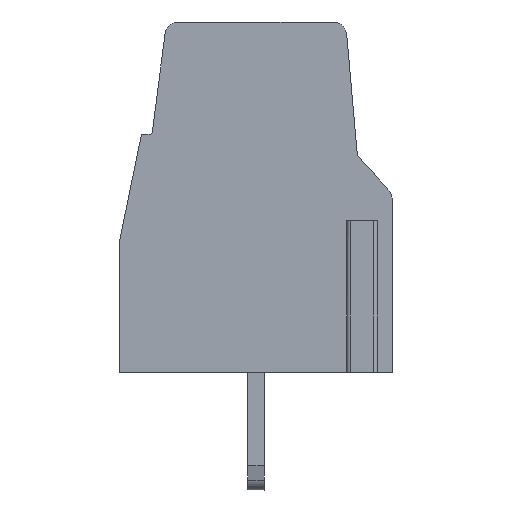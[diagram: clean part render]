
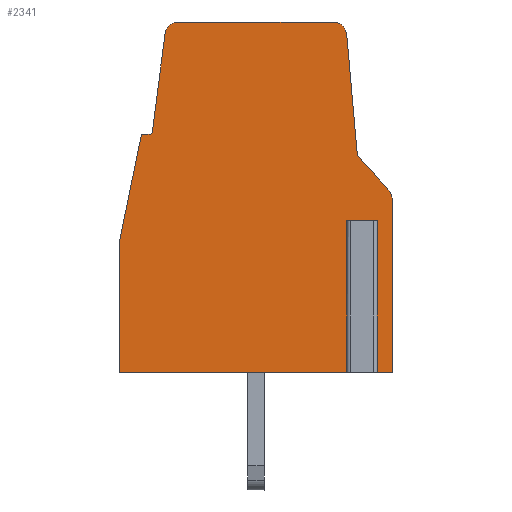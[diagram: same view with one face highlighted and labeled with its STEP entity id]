
A CAD part, left-side view. The second image highlights one B-rep face of the part: STEP entity #2341.
In plain terms, the highlighted planar face has unit normal (-1, 0, 0).
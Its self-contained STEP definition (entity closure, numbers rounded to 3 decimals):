
#1409=AXIS2_PLACEMENT_3D('Circle Axis2P3D',#1407,#1408,$) ;
#1461=AXIS2_PLACEMENT_3D('Circle Axis2P3D',#1459,#1460,$) ;
#1601=AXIS2_PLACEMENT_3D('Circle Axis2P3D',#1599,#1600,$) ;
#1694=AXIS2_PLACEMENT_3D('Circle Axis2P3D',#1692,#1693,$) ;
#2301=AXIS2_PLACEMENT_3D('Plane Axis2P3D',#2298,#2299,#2300) ;
#40=CARTESIAN_POINT('Vertex',(0.5,8.1,3.5)) ;
#126=CARTESIAN_POINT('Vertex',(0.5,0.,3.5)) ;
#129=CARTESIAN_POINT('Line Origine',(0.5,0.226,3.5)) ;
#133=CARTESIAN_POINT('Vertex',(0.5,0.452,3.5)) ;
#258=CARTESIAN_POINT('Vertex',(0.5,1.348,3.5)) ;
#261=CARTESIAN_POINT('Line Origine',(0.5,4.724,3.5)) ;
#308=CARTESIAN_POINT('Line Origine',(0.5,8.1,5.45)) ;
#312=CARTESIAN_POINT('Vertex',(0.5,8.1,7.4)) ;
#819=CARTESIAN_POINT('Vertex',(0.5,0.,8.598)) ;
#822=CARTESIAN_POINT('Line Origine',(0.5,0.,6.049)) ;
#1040=CARTESIAN_POINT('Line Origine',(0.5,7.776,8.98)) ;
#1044=CARTESIAN_POINT('Vertex',(0.5,7.451,10.56)) ;
#1366=CARTESIAN_POINT('Line Origine',(0.5,7.339,10.56)) ;
#1370=CARTESIAN_POINT('Vertex',(0.5,7.227,10.56)) ;
#1407=CARTESIAN_POINT('Axis2P3D Location',(0.5,7.227,10.66)) ;
#1411=CARTESIAN_POINT('Vertex',(0.5,7.128,10.647)) ;
#1434=CARTESIAN_POINT('Line Origine',(0.5,6.939,12.099)) ;
#1438=CARTESIAN_POINT('Vertex',(0.5,6.751,13.552)) ;
#1459=CARTESIAN_POINT('Axis2P3D Location',(0.5,6.354,13.5)) ;
#1463=CARTESIAN_POINT('Vertex',(0.5,6.354,13.9)) ;
#1500=CARTESIAN_POINT('Line Origine',(0.5,4.054,13.9)) ;
#1504=CARTESIAN_POINT('Vertex',(0.5,1.754,13.9)) ;
#1599=CARTESIAN_POINT('Axis2P3D Location',(0.5,1.754,13.5)) ;
#1603=CARTESIAN_POINT('Vertex',(0.5,1.356,13.535)) ;
#1640=CARTESIAN_POINT('Line Origine',(0.5,1.198,11.731)) ;
#1644=CARTESIAN_POINT('Vertex',(0.5,1.04,9.927)) ;
#1667=CARTESIAN_POINT('Line Origine',(0.5,0.586,9.433)) ;
#1671=CARTESIAN_POINT('Vertex',(0.5,0.132,8.938)) ;
#1692=CARTESIAN_POINT('Axis2P3D Location',(0.5,0.505,8.598)) ;
#2298=CARTESIAN_POINT('Axis2P3D Location',(0.5,0.,0.)) ;
#2303=CARTESIAN_POINT('Line Origine',(0.5,1.348,5.75)) ;
#2307=CARTESIAN_POINT('Vertex',(0.5,1.348,8.)) ;
#2310=CARTESIAN_POINT('Line Origine',(0.5,0.9,8.)) ;
#2314=CARTESIAN_POINT('Vertex',(0.5,0.452,8.)) ;
#2317=CARTESIAN_POINT('Line Origine',(0.5,0.452,5.75)) ;
#130=DIRECTION('Vector Direction',(0.,1.,0.)) ;
#262=DIRECTION('Vector Direction',(0.,1.,0.)) ;
#309=DIRECTION('Vector Direction',(0.,0.,1.)) ;
#823=DIRECTION('Vector Direction',(0.,0.,-1.)) ;
#1041=DIRECTION('Vector Direction',(0.,-0.201,0.98)) ;
#1367=DIRECTION('Vector Direction',(0.,-1.,0.)) ;
#1408=DIRECTION('Axis2P3D Direction',(-1.,-0.,0.)) ;
#1435=DIRECTION('Vector Direction',(0.,-0.129,0.992)) ;
#1460=DIRECTION('Axis2P3D Direction',(-1.,0.,0.)) ;
#1501=DIRECTION('Vector Direction',(0.,-1.,0.)) ;
#1600=DIRECTION('Axis2P3D Direction',(-1.,0.,0.)) ;
#1641=DIRECTION('Vector Direction',(0.,-0.087,-0.996)) ;
#1668=DIRECTION('Vector Direction',(0.,-0.677,-0.736)) ;
#1693=DIRECTION('Axis2P3D Direction',(-1.,0.,0.)) ;
#2299=DIRECTION('Axis2P3D Direction',(-1.,0.,0.)) ;
#2300=DIRECTION('Axis2P3D XDirection',(0.,0.,1.)) ;
#2304=DIRECTION('Vector Direction',(0.,0.,1.)) ;
#2311=DIRECTION('Vector Direction',(0.,-1.,0.)) ;
#2318=DIRECTION('Vector Direction',(0.,0.,1.)) ;
#131=VECTOR('Line Direction',#130,1.) ;
#263=VECTOR('Line Direction',#262,1.) ;
#310=VECTOR('Line Direction',#309,1.) ;
#824=VECTOR('Line Direction',#823,1.) ;
#1042=VECTOR('Line Direction',#1041,1.) ;
#1368=VECTOR('Line Direction',#1367,1.) ;
#1436=VECTOR('Line Direction',#1435,1.) ;
#1502=VECTOR('Line Direction',#1501,1.) ;
#1642=VECTOR('Line Direction',#1641,1.) ;
#1669=VECTOR('Line Direction',#1668,1.) ;
#2305=VECTOR('Line Direction',#2304,1.) ;
#2312=VECTOR('Line Direction',#2311,1.) ;
#2319=VECTOR('Line Direction',#2318,1.) ;
#2323=ORIENTED_EDGE('',*,*,#135,.T.) ;
#2324=ORIENTED_EDGE('',*,*,#826,.T.) ;
#2325=ORIENTED_EDGE('',*,*,#1696,.T.) ;
#2326=ORIENTED_EDGE('',*,*,#1673,.T.) ;
#2327=ORIENTED_EDGE('',*,*,#1646,.T.) ;
#2328=ORIENTED_EDGE('',*,*,#1605,.T.) ;
#2329=ORIENTED_EDGE('',*,*,#1506,.T.) ;
#2330=ORIENTED_EDGE('',*,*,#1465,.T.) ;
#2331=ORIENTED_EDGE('',*,*,#1440,.T.) ;
#2332=ORIENTED_EDGE('',*,*,#1413,.T.) ;
#2333=ORIENTED_EDGE('',*,*,#1372,.T.) ;
#2334=ORIENTED_EDGE('',*,*,#1046,.T.) ;
#2335=ORIENTED_EDGE('',*,*,#314,.T.) ;
#2336=ORIENTED_EDGE('',*,*,#265,.T.) ;
#2337=ORIENTED_EDGE('',*,*,#2309,.T.) ;
#2338=ORIENTED_EDGE('',*,*,#2316,.F.) ;
#2339=ORIENTED_EDGE('',*,*,#2321,.F.) ;
#2341=ADVANCED_FACE('HOUSING',(#2340),#2302,.T.) ;
#1410=CIRCLE('generated circle',#1409,0.1) ;
#1462=CIRCLE('generated circle',#1461,0.4) ;
#1602=CIRCLE('generated circle',#1601,0.4) ;
#1695=CIRCLE('generated circle',#1694,0.505) ;
#135=EDGE_CURVE('',#134,#127,#132,.F.) ;
#265=EDGE_CURVE('',#41,#259,#264,.F.) ;
#314=EDGE_CURVE('',#313,#41,#311,.F.) ;
#826=EDGE_CURVE('',#127,#820,#825,.F.) ;
#1046=EDGE_CURVE('',#1045,#313,#1043,.F.) ;
#1372=EDGE_CURVE('',#1371,#1045,#1369,.F.) ;
#1413=EDGE_CURVE('',#1412,#1371,#1410,.F.) ;
#1440=EDGE_CURVE('',#1439,#1412,#1437,.F.) ;
#1465=EDGE_CURVE('',#1464,#1439,#1462,.T.) ;
#1506=EDGE_CURVE('',#1505,#1464,#1503,.F.) ;
#1605=EDGE_CURVE('',#1604,#1505,#1602,.T.) ;
#1646=EDGE_CURVE('',#1645,#1604,#1643,.F.) ;
#1673=EDGE_CURVE('',#1672,#1645,#1670,.F.) ;
#1696=EDGE_CURVE('',#820,#1672,#1695,.T.) ;
#2309=EDGE_CURVE('',#259,#2308,#2306,.T.) ;
#2316=EDGE_CURVE('',#2315,#2308,#2313,.F.) ;
#2321=EDGE_CURVE('',#134,#2315,#2320,.T.) ;
#2322=EDGE_LOOP('',(#2323,#2324,#2325,#2326,#2327,#2328,#2329,#2330,#2331,#2332,#2333,#2334,#2335,#2336,#2337,#2338,#2339)) ;
#2340=FACE_OUTER_BOUND('',#2322,.T.) ;
#132=LINE('Line',#129,#131) ;
#264=LINE('Line',#261,#263) ;
#311=LINE('Line',#308,#310) ;
#825=LINE('Line',#822,#824) ;
#1043=LINE('Line',#1040,#1042) ;
#1369=LINE('Line',#1366,#1368) ;
#1437=LINE('Line',#1434,#1436) ;
#1503=LINE('Line',#1500,#1502) ;
#1643=LINE('Line',#1640,#1642) ;
#1670=LINE('Line',#1667,#1669) ;
#2306=LINE('Line',#2303,#2305) ;
#2313=LINE('Line',#2310,#2312) ;
#2320=LINE('Line',#2317,#2319) ;
#2302=PLANE('',#2301) ;
#41=VERTEX_POINT('',#40) ;
#127=VERTEX_POINT('',#126) ;
#134=VERTEX_POINT('',#133) ;
#259=VERTEX_POINT('',#258) ;
#313=VERTEX_POINT('',#312) ;
#820=VERTEX_POINT('',#819) ;
#1045=VERTEX_POINT('',#1044) ;
#1371=VERTEX_POINT('',#1370) ;
#1412=VERTEX_POINT('',#1411) ;
#1439=VERTEX_POINT('',#1438) ;
#1464=VERTEX_POINT('',#1463) ;
#1505=VERTEX_POINT('',#1504) ;
#1604=VERTEX_POINT('',#1603) ;
#1645=VERTEX_POINT('',#1644) ;
#1672=VERTEX_POINT('',#1671) ;
#2308=VERTEX_POINT('',#2307) ;
#2315=VERTEX_POINT('',#2314) ;
